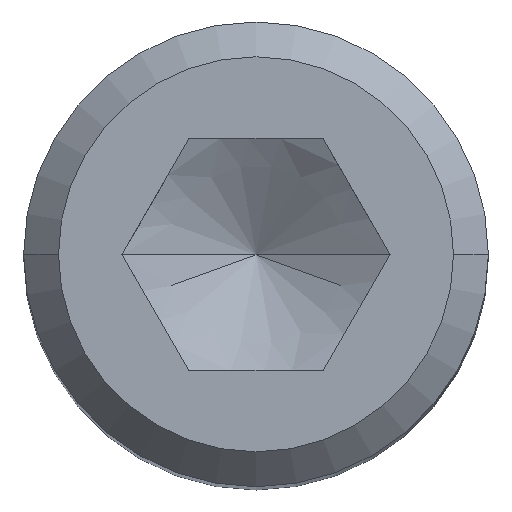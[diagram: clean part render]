
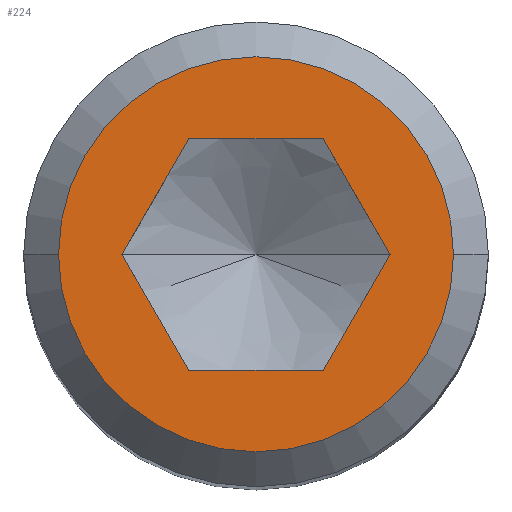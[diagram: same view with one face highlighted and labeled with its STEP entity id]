
A CAD part, top view. The second image highlights one B-rep face of the part: STEP entity #224.
In plain terms, the highlighted planar face has unit normal (0, 0, 1).
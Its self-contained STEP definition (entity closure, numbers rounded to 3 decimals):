
#110=VERTEX_POINT('',#295);
#146=EDGE_CURVE('',#182,#192,#336,.T.);
#148=EDGE_CURVE('',#264,#184,#338,.T.);
#150=EDGE_CURVE('',#196,#246,#340,.T.);
#182=VERTEX_POINT('',#377);
#184=VERTEX_POINT('',#379);
#192=VERTEX_POINT('',#387);
#196=VERTEX_POINT('',#391);
#202=EDGE_CURVE('',#184,#228,#397,.T.);
#212=EDGE_CURVE('',#246,#196,#408,.T.);
#218=EDGE_CURVE('',#228,#182,#415,.T.);
#224=ADVANCED_FACE('',(#422,#423),#424,.T.);
#228=VERTEX_POINT('',#428);
#246=VERTEX_POINT('',#446);
#250=EDGE_CURVE('',#110,#264,#450,.T.);
#264=VERTEX_POINT('',#466);
#272=EDGE_CURVE('',#192,#110,#475,.T.);
#295=CARTESIAN_POINT('',(-1.443,-2.5,50.0));
#336=LINE('',#541,#542);
#338=LINE('',#545,#546);
#340=CIRCLE('',#549,4.25);
#377=CARTESIAN_POINT('',(2.887,0.0,50.0));
#379=CARTESIAN_POINT('',(-1.443,2.5,50.0));
#387=CARTESIAN_POINT('',(1.443,-2.5,50.0));
#391=CARTESIAN_POINT('',(-4.25,0.,50.));
#397=LINE('',#651,#652);
#408=CIRCLE('',#676,4.25);
#415=LINE('',#686,#687);
#422=FACE_BOUND('',#695,.T.);
#423=FACE_OUTER_BOUND('',#696,.T.);
#424=PLANE('',#697);
#428=CARTESIAN_POINT('',(1.443,2.5,50.0));
#446=CARTESIAN_POINT('',(4.25,0.,50.));
#450=LINE('',#740,#741);
#466=CARTESIAN_POINT('',(-2.887,0.0,50.0));
#475=LINE('',#783,#784);
#541=CARTESIAN_POINT('',(1.804,-1.875,50.0));
#542=VECTOR('',#858,1.0);
#545=CARTESIAN_POINT('',(-1.804,1.875,50.0));
#546=VECTOR('',#859,1.0);
#549=AXIS2_PLACEMENT_3D('',#860,#861,#862);
#651=CARTESIAN_POINT('',(0.722,2.5,50.0));
#652=VECTOR('',#910,1.0);
#676=AXIS2_PLACEMENT_3D('',#919,#920,#921);
#686=CARTESIAN_POINT('',(2.526,0.625,50.0));
#687=VECTOR('',#932,1.0);
#695=EDGE_LOOP('',(#944,#945,#946,#947,#948,#949));
#696=EDGE_LOOP('',(#950,#951));
#697=AXIS2_PLACEMENT_3D('',#952,#953,#954);
#740=CARTESIAN_POINT('',(-2.526,-0.625,50.0));
#741=VECTOR('',#967,1.0);
#783=CARTESIAN_POINT('',(-0.722,-2.5,50.0));
#784=VECTOR('',#995,1.0);
#858=DIRECTION('',(-0.5,-0.866,0.0));
#859=DIRECTION('',(0.5,0.866,0.0));
#860=CARTESIAN_POINT('',(0.,0.,50.));
#861=DIRECTION('',(0.,0.,1.0));
#862=DIRECTION('',(-1.0,0.,0.));
#910=DIRECTION('',(1.0,0.0,0.0));
#919=CARTESIAN_POINT('',(0.,0.,50.));
#920=DIRECTION('',(0.,0.,1.0));
#921=DIRECTION('',(-1.0,0.,0.));
#932=DIRECTION('',(0.5,-0.866,0.0));
#944=ORIENTED_EDGE('',*,*,#250,.T.);
#945=ORIENTED_EDGE('',*,*,#148,.T.);
#946=ORIENTED_EDGE('',*,*,#202,.T.);
#947=ORIENTED_EDGE('',*,*,#218,.T.);
#948=ORIENTED_EDGE('',*,*,#146,.T.);
#949=ORIENTED_EDGE('',*,*,#272,.T.);
#950=ORIENTED_EDGE('',*,*,#150,.T.);
#951=ORIENTED_EDGE('',*,*,#212,.T.);
#952=CARTESIAN_POINT('',(-2.125,0.,50.));
#953=DIRECTION('',(0.,0.,1.0));
#954=DIRECTION('',(-1.0,0.,0.0));
#967=DIRECTION('',(-0.5,0.866,0.0));
#995=DIRECTION('',(-1.0,0.0,0.0));
